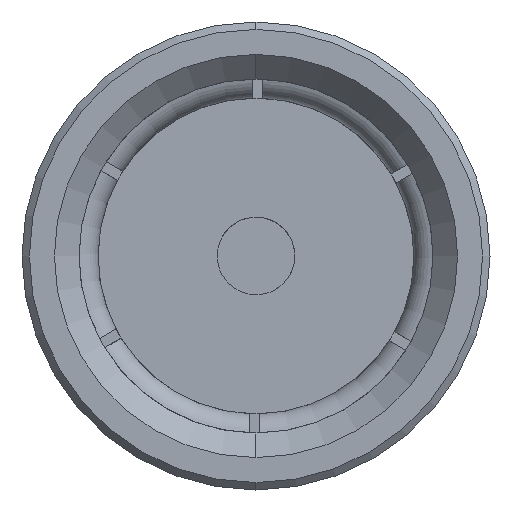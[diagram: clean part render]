
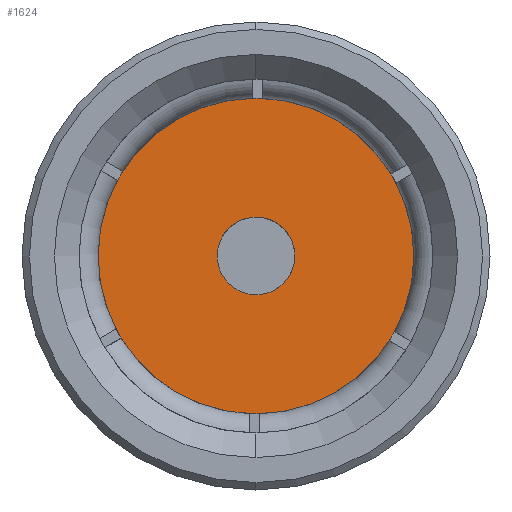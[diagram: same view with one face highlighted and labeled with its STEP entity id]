
A CAD part, left-side view. The second image highlights one B-rep face of the part: STEP entity #1624.
In plain terms, the highlighted planar face has unit normal (-1, 0, 0).
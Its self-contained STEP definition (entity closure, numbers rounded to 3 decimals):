
#18 = EDGE_CURVE ( 'NONE', #1064, #2072, #2283, .T. ) ;
#30 = DIRECTION ( 'NONE',  ( 0., 0., 1. ) ) ;
#91 = CIRCLE ( 'NONE', #2307, 1.825 ) ;
#124 = ORIENTED_EDGE ( 'NONE', *, *, #2444, .F. ) ;
#408 = EDGE_LOOP ( 'NONE', ( #124, #653 ) ) ;
#603 = DIRECTION ( 'NONE',  ( 0., 0., 1. ) ) ;
#653 = ORIENTED_EDGE ( 'NONE', *, *, #18, .F. ) ;
#826 = AXIS2_PLACEMENT_3D ( 'NONE', #2778, #1688, #3253 ) ;
#983 = AXIS2_PLACEMENT_3D ( 'NONE', #1106, #2121, #603 ) ;
#1064 = VERTEX_POINT ( 'NONE', #1806 ) ;
#1106 = CARTESIAN_POINT ( 'NONE',  ( -5.602, 0., -2.413 ) ) ;
#1355 = FACE_OUTER_BOUND ( 'NONE', #408, .T. ) ;
#1624 = ADVANCED_FACE ( 'NONE', ( #1355 ), #2408, .T. ) ;
#1688 = DIRECTION ( 'NONE',  ( 1., 0., 0. ) ) ;
#1806 = CARTESIAN_POINT ( 'NONE',  ( -5.602, 0., -1.825 ) ) ;
#1843 = CARTESIAN_POINT ( 'NONE',  ( -5.602, 0., 0. ) ) ;
#2072 = VERTEX_POINT ( 'NONE', #2432 ) ;
#2078 = DIRECTION ( 'NONE',  ( 1., 0., 0. ) ) ;
#2121 = DIRECTION ( 'NONE',  ( -1., 0., 0. ) ) ;
#2283 = CIRCLE ( 'NONE', #826, 1.825 ) ;
#2307 = AXIS2_PLACEMENT_3D ( 'NONE', #1843, #2078, #30 ) ;
#2408 = PLANE ( 'NONE',  #983 ) ;
#2432 = CARTESIAN_POINT ( 'NONE',  ( -5.602, 0., 1.825 ) ) ;
#2444 = EDGE_CURVE ( 'NONE', #2072, #1064, #91, .T. ) ;
#2778 = CARTESIAN_POINT ( 'NONE',  ( -5.602, 0., 0. ) ) ;
#3253 = DIRECTION ( 'NONE',  ( 0., 0., 1. ) ) ;
